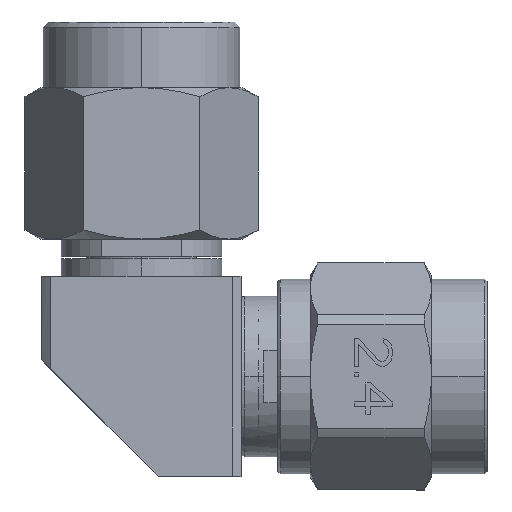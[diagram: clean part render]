
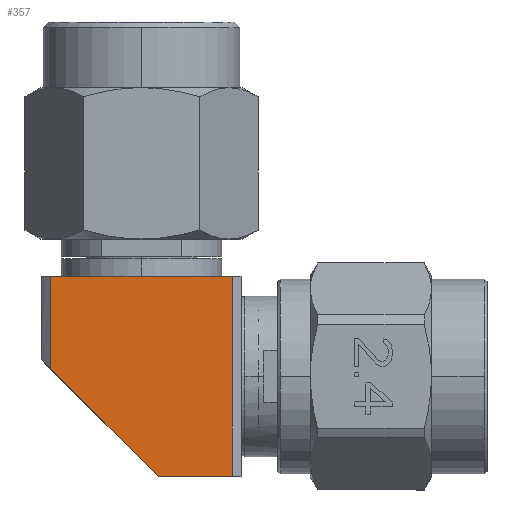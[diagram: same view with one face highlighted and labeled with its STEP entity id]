
A CAD part, top view. The second image highlights one B-rep face of the part: STEP entity #357.
In plain terms, the highlighted face is planar.
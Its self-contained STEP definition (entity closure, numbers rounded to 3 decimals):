
#120 = EDGE_LOOP ( 'NONE', ( #2136, #3837, #5049, #4554, #4618 ) ) ;
#133 = EDGE_CURVE ( 'NONE', #5604, #3098, #823, .T. ) ;
#178 = CARTESIAN_POINT ( 'NONE',  ( -3.96, 3.597, -3.96 ) ) ;
#271 = DIRECTION ( 'NONE',  ( 0., -1., 0. ) ) ;
#357 = ADVANCED_FACE ( 'NONE', ( #6099 ), #5101, .F. ) ;
#517 = DIRECTION ( 'NONE',  ( 0., 0., 1. ) ) ;
#522 = VECTOR ( 'NONE', #5825, 1000. ) ;
#823 = LINE ( 'NONE', #6993, #5064 ) ;
#1015 = EDGE_CURVE ( 'NONE', #3471, #2444, #4808, .T. ) ;
#1040 = EDGE_CURVE ( 'NONE', #2444, #5604, #3762, .T. ) ;
#1303 = CARTESIAN_POINT ( 'NONE',  ( -3.96, 0.66, -3.96 ) ) ;
#1374 = CARTESIAN_POINT ( 'NONE',  ( -3.96, 0.66, -3.96 ) ) ;
#1964 = CARTESIAN_POINT ( 'NONE',  ( -3.96, 0., -3.96 ) ) ;
#1997 = LINE ( 'NONE', #6469, #5475 ) ;
#2136 = ORIENTED_EDGE ( 'NONE', *, *, #3339, .F. ) ;
#2208 = DIRECTION ( 'NONE',  ( 1., 0., 0. ) ) ;
#2444 = VERTEX_POINT ( 'NONE', #7043 ) ;
#2681 = DIRECTION ( 'NONE',  ( 1., 0., 0. ) ) ;
#3074 = DIRECTION ( 'NONE',  ( 0., 1., 0. ) ) ;
#3098 = VERTEX_POINT ( 'NONE', #3803 ) ;
#3211 = DIRECTION ( 'NONE',  ( -1., 0., 0. ) ) ;
#3339 = EDGE_CURVE ( 'NONE', #4143, #3471, #3617, .T. ) ;
#3465 = EDGE_CURVE ( 'NONE', #3098, #4143, #1997, .T. ) ;
#3471 = VERTEX_POINT ( 'NONE', #1374 ) ;
#3617 = LINE ( 'NONE', #1964, #4065 ) ;
#3762 = LINE ( 'NONE', #4335, #5083 ) ;
#3803 = CARTESIAN_POINT ( 'NONE',  ( 3.96, 3.597, -3.96 ) ) ;
#3837 = ORIENTED_EDGE ( 'NONE', *, *, #3465, .F. ) ;
#4008 = CARTESIAN_POINT ( 'NONE',  ( 3.96, -3.597, -3.96 ) ) ;
#4065 = VECTOR ( 'NONE', #271, 1000. ) ;
#4132 = AXIS2_PLACEMENT_3D ( 'NONE', #5580, #517, #2208 ) ;
#4143 = VERTEX_POINT ( 'NONE', #178 ) ;
#4335 = CARTESIAN_POINT ( 'NONE',  ( 0., -3.597, -3.96 ) ) ;
#4554 = ORIENTED_EDGE ( 'NONE', *, *, #1040, .F. ) ;
#4618 = ORIENTED_EDGE ( 'NONE', *, *, #1015, .F. ) ;
#4808 = LINE ( 'NONE', #1303, #522 ) ;
#5049 = ORIENTED_EDGE ( 'NONE', *, *, #133, .F. ) ;
#5064 = VECTOR ( 'NONE', #3074, 1000. ) ;
#5083 = VECTOR ( 'NONE', #2681, 1000. ) ;
#5101 = PLANE ( 'NONE',  #4132 ) ;
#5475 = VECTOR ( 'NONE', #3211, 1000. ) ;
#5580 = CARTESIAN_POINT ( 'NONE',  ( 0., 0., -3.96 ) ) ;
#5604 = VERTEX_POINT ( 'NONE', #4008 ) ;
#5825 = DIRECTION ( 'NONE',  ( 0.707, -0.707, 0. ) ) ;
#6099 = FACE_OUTER_BOUND ( 'NONE', #120, .T. ) ;
#6469 = CARTESIAN_POINT ( 'NONE',  ( 0., 3.597, -3.96 ) ) ;
#6993 = CARTESIAN_POINT ( 'NONE',  ( 3.96, -3.96, -3.96 ) ) ;
#7043 = CARTESIAN_POINT ( 'NONE',  ( 0.297, -3.597, -3.96 ) ) ;
